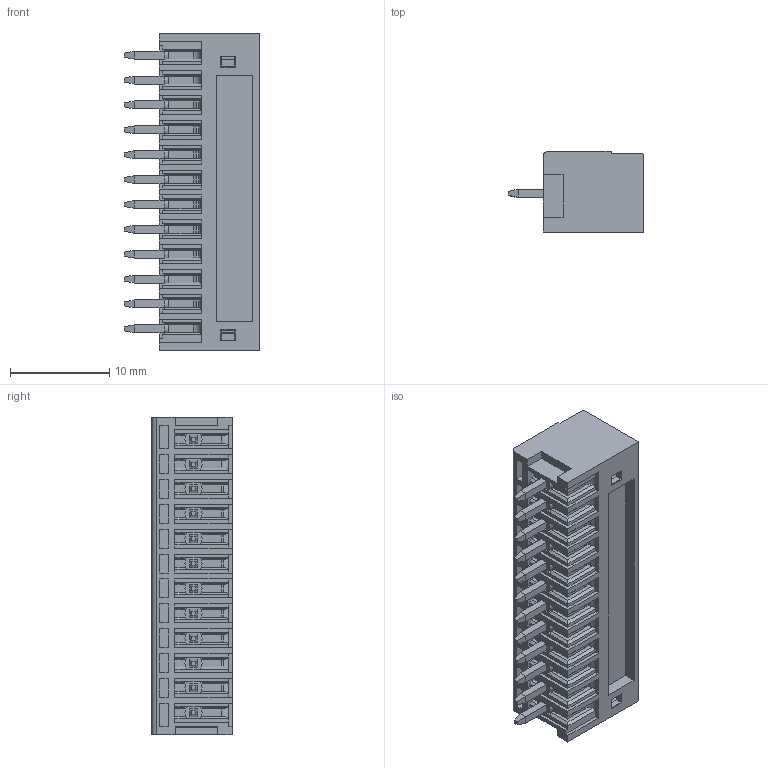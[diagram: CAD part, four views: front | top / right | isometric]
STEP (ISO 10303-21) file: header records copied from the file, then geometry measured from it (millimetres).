
FILE_DESCRIPTION((''),'2;1');
FILE_NAME('PRT0002','2024-09-18T',('sheji'),(''),'PRO/ENGINEER BY PARAMETRIC TECHNOLOGY CORPORATION, 2015240','PRO/ENGINEER BY PARAMETRIC TECHNOLOGY CORPORATION, 2015240','');
FILE_SCHEMA(('CONFIG_CONTROL_DESIGN'));
Length unit declared in the file: millimetre
Products named in the file (1): PRT0002
Bounding box: 13.6 x 8.1 x 31.9 mm (x, y, z)
Volume: 1406.6 mm3; surface area: 2852.9 mm2
Topology: 1 solids, 1 shells, 1133 faces, 3009 edges, 1928 vertices
Faces by surface type: plane 979, cylinder 106, cone 48
Entity records: 34472 total; most frequent: CARTESIAN_POINT 6169, ORIENTED_EDGE 6018, DIRECTION 5547, EDGE_CURVE 3009, VECTOR 2665, LINE 2665, VERTEX_POINT 1928, AXIS2_PLACEMENT_3D 1441
